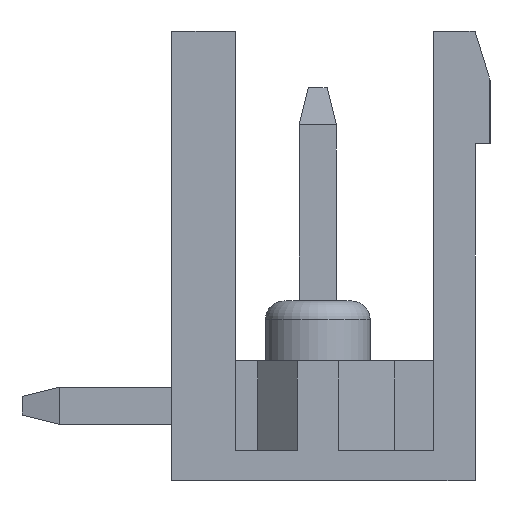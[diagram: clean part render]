
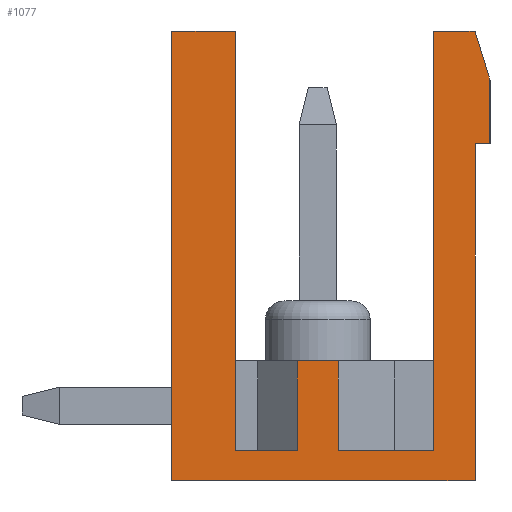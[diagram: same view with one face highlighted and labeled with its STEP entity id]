
A CAD part, left-side view. The second image highlights one B-rep face of the part: STEP entity #1077.
In plain terms, the highlighted planar face has unit normal (-1, 0, 0).
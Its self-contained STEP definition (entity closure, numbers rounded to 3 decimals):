
#1077 = ADVANCED_FACE( '', ( #2279 ), #2280, .T. );
#2279 = FACE_OUTER_BOUND( '', #3631, .T. );
#2280 = PLANE( '', #3632 );
#3631 = EDGE_LOOP( '', ( #6641, #6642, #6643, #6644, #6645, #6646, #6647, #6648, #6649, #6650, #6651, #6652, #6653, #6654, #6655 ) );
#3632 = AXIS2_PLACEMENT_3D( '', #6656, #6657, #6658 );
#6641 = ORIENTED_EDGE( '', *, *, #9355, .T. );
#6642 = ORIENTED_EDGE( '', *, *, #9426, .F. );
#6643 = ORIENTED_EDGE( '', *, *, #9018, .T. );
#6644 = ORIENTED_EDGE( '', *, *, #9631, .F. );
#6645 = ORIENTED_EDGE( '', *, *, #8691, .F. );
#6646 = ORIENTED_EDGE( '', *, *, #9627, .T. );
#6647 = ORIENTED_EDGE( '', *, *, #9010, .T. );
#6648 = ORIENTED_EDGE( '', *, *, #9632, .T. );
#6649 = ORIENTED_EDGE( '', *, *, #9633, .T. );
#6650 = ORIENTED_EDGE( '', *, *, #9537, .T. );
#6651 = ORIENTED_EDGE( '', *, *, #9634, .T. );
#6652 = ORIENTED_EDGE( '', *, *, #8470, .T. );
#6653 = ORIENTED_EDGE( '', *, *, #9239, .T. );
#6654 = ORIENTED_EDGE( '', *, *, #8536, .T. );
#6655 = ORIENTED_EDGE( '', *, *, #9635, .T. );
#6656 = CARTESIAN_POINT( '', ( -44.81, 0., 0. ) );
#6657 = DIRECTION( '', ( -1., 0., 0. ) );
#6658 = DIRECTION( '', ( 0., 0., 1. ) );
#8470 = EDGE_CURVE( '', #10200, #10201, #10202, .T. );
#8536 = EDGE_CURVE( '', #10317, #10318, #10319, .T. );
#8691 = EDGE_CURVE( '', #10590, #10592, #10593, .T. );
#9010 = EDGE_CURVE( '', #11135, #11133, #11136, .T. );
#9018 = EDGE_CURVE( '', #11148, #11145, #11149, .T. );
#9239 = EDGE_CURVE( '', #10201, #10317, #11493, .T. );
#9355 = EDGE_CURVE( '', #11656, #11654, #11657, .T. );
#9426 = EDGE_CURVE( '', #11148, #11654, #11764, .T. );
#9537 = EDGE_CURVE( '', #11913, #11914, #11915, .T. );
#9627 = EDGE_CURVE( '', #10590, #11135, #12034, .T. );
#9631 = EDGE_CURVE( '', #10592, #11145, #12038, .T. );
#9632 = EDGE_CURVE( '', #11133, #12039, #12040, .T. );
#9633 = EDGE_CURVE( '', #12039, #11913, #12041, .T. );
#9634 = EDGE_CURVE( '', #11914, #10200, #12042, .T. );
#9635 = EDGE_CURVE( '', #10318, #11656, #12043, .T. );
#10200 = VERTEX_POINT( '', #12736 );
#10201 = VERTEX_POINT( '', #12737 );
#10202 = LINE( '', #12738, #12739 );
#10317 = VERTEX_POINT( '', #12902 );
#10318 = VERTEX_POINT( '', #12903 );
#10319 = LINE( '', #12904, #12905 );
#10590 = VERTEX_POINT( '', #13284 );
#10592 = VERTEX_POINT( '', #13287 );
#10593 = LINE( '', #13288, #13289 );
#11133 = VERTEX_POINT( '', #14091 );
#11135 = VERTEX_POINT( '', #14094 );
#11136 = LINE( '', #14095, #14096 );
#11145 = VERTEX_POINT( '', #14109 );
#11148 = VERTEX_POINT( '', #14113 );
#11149 = LINE( '', #14114, #14115 );
#11493 = LINE( '', #14620, #14621 );
#11654 = VERTEX_POINT( '', #14855 );
#11656 = VERTEX_POINT( '', #14858 );
#11657 = LINE( '', #14859, #14860 );
#11764 = LINE( '', #15024, #15025 );
#11913 = VERTEX_POINT( '', #15251 );
#11914 = VERTEX_POINT( '', #15252 );
#11915 = LINE( '', #15253, #15254 );
#12034 = LINE( '', #15436, #15437 );
#12038 = LINE( '', #15442, #15443 );
#12039 = VERTEX_POINT( '', #15444 );
#12040 = LINE( '', #15445, #15446 );
#12041 = LINE( '', #15447, #15448 );
#12042 = LINE( '', #15449, #15450 );
#12043 = LINE( '', #15451, #15452 );
#12736 = CARTESIAN_POINT( '', ( -44.81, -4.05, -6. ) );
#12737 = CARTESIAN_POINT( '', ( -44.81, -4.05, 3. ) );
#12738 = CARTESIAN_POINT( '', ( -44.81, -4.05, -6. ) );
#12739 = VECTOR( '', #16116, 1000. );
#12902 = CARTESIAN_POINT( '', ( -44.81, -4.45, 3. ) );
#12903 = CARTESIAN_POINT( '', ( -44.81, -4.45, 4.7 ) );
#12904 = CARTESIAN_POINT( '', ( -44.81, -4.45, 3. ) );
#12905 = VECTOR( '', #16180, 1000. );
#13284 = CARTESIAN_POINT( '', ( -44.81, 0.7, -2.8 ) );
#13287 = CARTESIAN_POINT( '', ( -44.81, -0.4, -2.8 ) );
#13288 = CARTESIAN_POINT( '', ( -44.81, 0.7, -2.8 ) );
#13289 = VECTOR( '', #16356, 1000. );
#14091 = CARTESIAN_POINT( '', ( -44.81, 2.35, -5.2 ) );
#14094 = CARTESIAN_POINT( '', ( -44.81, 0.7, -5.2 ) );
#14095 = CARTESIAN_POINT( '', ( -44.81, -2.95, -5.2 ) );
#14096 = VECTOR( '', #16659, 1000. );
#14109 = CARTESIAN_POINT( '', ( -44.81, -0.4, -5.2 ) );
#14113 = CARTESIAN_POINT( '', ( -44.81, -2.95, -5.2 ) );
#14114 = CARTESIAN_POINT( '', ( -44.81, -2.95, -5.2 ) );
#14115 = VECTOR( '', #16665, 1000. );
#14620 = CARTESIAN_POINT( '', ( -44.81, -4.05, 3. ) );
#14621 = VECTOR( '', #16854, 1000. );
#14855 = CARTESIAN_POINT( '', ( -44.81, -2.95, 6. ) );
#14858 = CARTESIAN_POINT( '', ( -44.81, -4.05, 6. ) );
#14859 = CARTESIAN_POINT( '', ( -44.81, -4.05, 6. ) );
#14860 = VECTOR( '', #16947, 1000. );
#15024 = CARTESIAN_POINT( '', ( -44.81, -2.95, -5.2 ) );
#15025 = VECTOR( '', #17020, 1000. );
#15251 = CARTESIAN_POINT( '', ( -44.81, 4.05, 6. ) );
#15252 = CARTESIAN_POINT( '', ( -44.81, 4.05, -6. ) );
#15253 = CARTESIAN_POINT( '', ( -44.81, 4.05, 6. ) );
#15254 = VECTOR( '', #17110, 1000. );
#15436 = CARTESIAN_POINT( '', ( -44.81, 0.7, -2.8 ) );
#15437 = VECTOR( '', #17201, 1000. );
#15442 = CARTESIAN_POINT( '', ( -44.81, -0.4, -2.8 ) );
#15443 = VECTOR( '', #17203, 1000. );
#15444 = CARTESIAN_POINT( '', ( -44.81, 2.35, 6. ) );
#15445 = CARTESIAN_POINT( '', ( -44.81, 2.35, -5.2 ) );
#15446 = VECTOR( '', #17204, 1000. );
#15447 = CARTESIAN_POINT( '', ( -44.81, -4.05, 6. ) );
#15448 = VECTOR( '', #17205, 1000. );
#15449 = CARTESIAN_POINT( '', ( -44.81, 4.05, -6. ) );
#15450 = VECTOR( '', #17206, 1000. );
#15451 = CARTESIAN_POINT( '', ( -44.81, -4.45, 4.7 ) );
#15452 = VECTOR( '', #17207, 1000. );
#16116 = DIRECTION( '', ( 0., 0., 1. ) );
#16180 = DIRECTION( '', ( 0., 0., 1. ) );
#16356 = DIRECTION( '', ( 0., -1., 0. ) );
#16659 = DIRECTION( '', ( 0., 1., 0. ) );
#16665 = DIRECTION( '', ( 0., 1., 0. ) );
#16854 = DIRECTION( '', ( 0., -1., 0. ) );
#16947 = DIRECTION( '', ( 0., 1., 0. ) );
#17020 = DIRECTION( '', ( 0., 0., 1. ) );
#17110 = DIRECTION( '', ( 0., 0., -1. ) );
#17201 = DIRECTION( '', ( 0., 0., -1. ) );
#17203 = DIRECTION( '', ( 0., 0., -1. ) );
#17204 = DIRECTION( '', ( 0., 0., 1. ) );
#17205 = DIRECTION( '', ( 0., 1., 0. ) );
#17206 = DIRECTION( '', ( 0., -1., 0. ) );
#17207 = DIRECTION( '', ( 0., 0.294, 0.956 ) );
